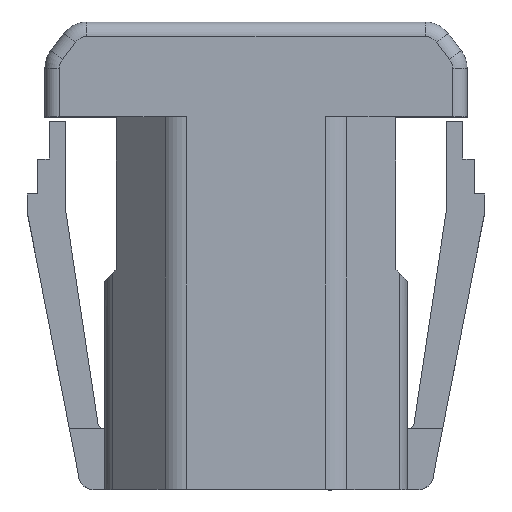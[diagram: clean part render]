
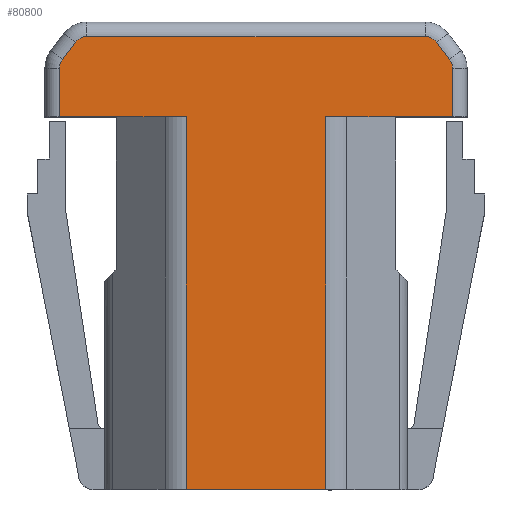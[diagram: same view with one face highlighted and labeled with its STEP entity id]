
A CAD part, top view. The second image highlights one B-rep face of the part: STEP entity #80800.
In plain terms, the highlighted planar face has unit normal (0, 0, 1).
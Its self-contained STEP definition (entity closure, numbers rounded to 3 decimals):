
#14890=CARTESIAN_POINT('',(-31.48,5.918,65.875));
#14900=VERTEX_POINT('',#14890);
#15080=CARTESIAN_POINT('',(-31.48,-6.882,65.875));
#15090=VERTEX_POINT('',#15080);
#15120=CARTESIAN_POINT('',(-31.48,-0.05,65.875)
);
#15130=DIRECTION('',(0.,1.,0.));
#15140=VECTOR('',#15130,1.);
#15150=LINE('',#15120,#15140);
#15160=EDGE_CURVE('',#15090,#14900,#15150,.T.);
#18230=CARTESIAN_POINT('',(-40.521,7.883,65.875));
#18240=VERTEX_POINT('',#18230);
#18380=CARTESIAN_POINT('',(-40.075,8.47,65.875));
#18390=VERTEX_POINT('',#18380);
#18420=CARTESIAN_POINT('',(-46.55,-0.05,65.875)
);
#18430=DIRECTION('',(-0.605,-0.796,
0.));
#18440=VECTOR('',#18430,1.);
#18450=LINE('',#18420,#18440);
#18460=EDGE_CURVE('',#18390,#18240,#18450,.T.);
#25440=CARTESIAN_POINT('',(-27.671,8.47,65.875));
#25450=VERTEX_POINT('',#25440);
#25480=CARTESIAN_POINT('',(-28.069,8.168,65.875));
#25490=DIRECTION('',(0.,0.,-1.));
#25500=DIRECTION('',(0.,1.,0.));
#25510=AXIS2_PLACEMENT_3D('',#25480,#25490,#25500);
#25520=CIRCLE('',#25510,0.5);
#25530=CARTESIAN_POINT('',(-28.069,8.668,65.875));
#25540=VERTEX_POINT('',#25530);
#25550=EDGE_CURVE('',#25540,#25450,#25520,.T.);
#32780=CARTESIAN_POINT('',(-40.623,7.581,65.875));
#32790=VERTEX_POINT('',#32780);
#32820=CARTESIAN_POINT('',(-40.623,-0.05,65.875)
);
#32830=DIRECTION('',(0.,1.,0.));
#32840=VECTOR('',#32830,1.);
#32850=LINE('',#32820,#32840);
#32860=CARTESIAN_POINT('',(-40.623,5.918,65.875));
#32870=VERTEX_POINT('',#32860);
#32880=EDGE_CURVE('',#32870,#32790,#32850,.T.);
#38760=CARTESIAN_POINT('',(-36.266,-0.05,65.875)
);
#38770=DIRECTION('',(0.,1.,0.));
#38780=VECTOR('',#38770,1.);
#38790=LINE('',#38760,#38780);
#38800=CARTESIAN_POINT('',(-36.266,-6.882,65.875));
#38810=VERTEX_POINT('',#38800);
#38820=CARTESIAN_POINT('',(-36.266,5.918,65.875));
#38830=VERTEX_POINT('',#38820);
#38840=EDGE_CURVE('',#38810,#38830,#38790,.T.);
#42530=CARTESIAN_POINT('',(-32.223,8.668,65.875));
#42540=DIRECTION('',(-1.,0.,0.));
#42550=VECTOR('',#42540,1.);
#42560=LINE('',#42530,#42550);
#42570=CARTESIAN_POINT('',(-39.677,8.668,65.875));
#42580=VERTEX_POINT('',#42570);
#42590=EDGE_CURVE('',#25540,#42580,#42560,.T.);
#43480=CARTESIAN_POINT('',(-27.225,7.883,65.875));
#43490=VERTEX_POINT('',#43480);
#43520=CARTESIAN_POINT('',(-21.195,-0.05,65.875))
;
#43530=DIRECTION('',(0.605,-0.796,
0.));
#43540=VECTOR('',#43530,1.);
#43550=LINE('',#43520,#43540);
#43560=EDGE_CURVE('',#25450,#43490,#43550,.T.);
#50330=CARTESIAN_POINT('',(-40.123,7.581,65.875));
#50340=DIRECTION('',(0.,0.,-1.));
#50350=DIRECTION('',(0.,1.,0.));
#50360=AXIS2_PLACEMENT_3D('',#50330,#50340,#50350);
#50370=CIRCLE('',#50360,0.5);
#50380=EDGE_CURVE('',#32790,#18240,#50370,.T.);
#57150=CARTESIAN_POINT('',(-32.223,5.918,65.875));
#57160=DIRECTION('',(-1.,0.,0.));
#57170=VECTOR('',#57160,1.);
#57180=LINE('',#57150,#57170);
#57190=CARTESIAN_POINT('',(-27.123,5.918,65.875));
#57200=VERTEX_POINT('',#57190);
#57210=EDGE_CURVE('',#57200,#14900,#57180,.T.);
#61460=CARTESIAN_POINT('',(-27.123,7.581,65.875));
#61470=VERTEX_POINT('',#61460);
#61500=CARTESIAN_POINT('',(-27.623,7.581,65.875));
#61510=DIRECTION('',(0.,0.,1.));
#61520=DIRECTION('',(0.,-1.,0.));
#61530=AXIS2_PLACEMENT_3D('',#61500,#61510,#61520);
#61540=CIRCLE('',#61530,0.5);
#61550=EDGE_CURVE('',#61470,#43490,#61540,.T.);
#70940=CARTESIAN_POINT('',(-33.323,5.918,65.875));
#70950=DIRECTION('',(1.,0.,0.));
#70960=VECTOR('',#70950,1.);
#70970=LINE('',#70940,#70960);
#70980=EDGE_CURVE('',#32870,#38830,#70970,.T.);
#72750=CARTESIAN_POINT('',(-27.123,-0.05,65.875))
;
#72760=DIRECTION('',(0.,1.,0.));
#72770=VECTOR('',#72760,1.);
#72780=LINE('',#72750,#72770);
#72790=EDGE_CURVE('',#57200,#61470,#72780,.T.);
#80420=CARTESIAN_POINT('',(-39.677,8.168,65.875));
#80430=DIRECTION('',(0.,0.,-1.));
#80440=DIRECTION('',(0.,1.,0.));
#80450=AXIS2_PLACEMENT_3D('',#80420,#80430,#80440);
#80460=CIRCLE('',#80450,0.5);
#80470=EDGE_CURVE('',#18390,#42580,#80460,.T.);
#80540=CARTESIAN_POINT('',(-33.873,-0.482,65.875));
#80550=DIRECTION('',(0.,0.,1.));
#80560=DIRECTION('',(-1.,0.,0.));
#80570=AXIS2_PLACEMENT_3D('',#80540,#80550,#80560);
#80580=PLANE('',#80570);
#80590=ORIENTED_EDGE('',*,*,#15160,.T.);
#80600=CARTESIAN_POINT('',(-32.223,-6.882,65.875));
#80610=DIRECTION('',(1.,0.,0.));
#80620=VECTOR('',#80610,1.);
#80630=LINE('',#80600,#80620);
#80640=EDGE_CURVE('',#38810,#15090,#80630,.T.);
#80650=ORIENTED_EDGE('',*,*,#80640,.T.);
#80660=ORIENTED_EDGE('',*,*,#38840,.F.);
#80670=ORIENTED_EDGE('',*,*,#70980,.T.);
#80680=ORIENTED_EDGE('',*,*,#32880,.F.);
#80690=ORIENTED_EDGE('',*,*,#50380,.F.);
#80700=ORIENTED_EDGE('',*,*,#18460,.T.);
#80710=ORIENTED_EDGE('',*,*,#80470,.F.);
#80720=ORIENTED_EDGE('',*,*,#42590,.T.);
#80730=ORIENTED_EDGE('',*,*,#25550,.F.);
#80740=ORIENTED_EDGE('',*,*,#43560,.F.);
#80750=ORIENTED_EDGE('',*,*,#61550,.T.);
#80760=ORIENTED_EDGE('',*,*,#72790,.T.);
#80770=ORIENTED_EDGE('',*,*,#57210,.F.);
#80780=EDGE_LOOP('',(#80770,#80760,#80750,#80740,#80730,#80720,#80710,
#80700,#80690,#80680,#80670,#80660,#80650,#80590));
#80790=FACE_OUTER_BOUND('',#80780,.T.);
#80800=ADVANCED_FACE('',(#80790),#80580,.T.);
